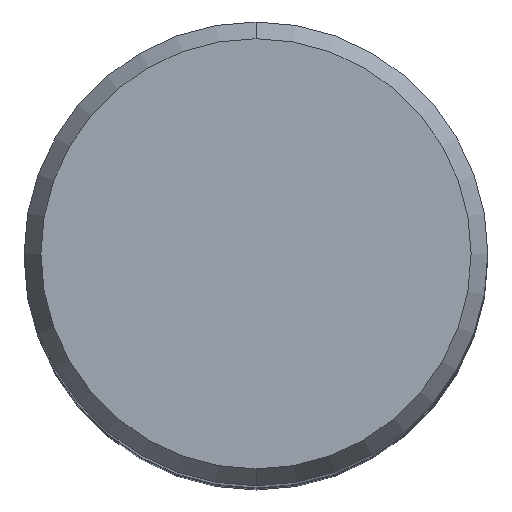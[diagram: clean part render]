
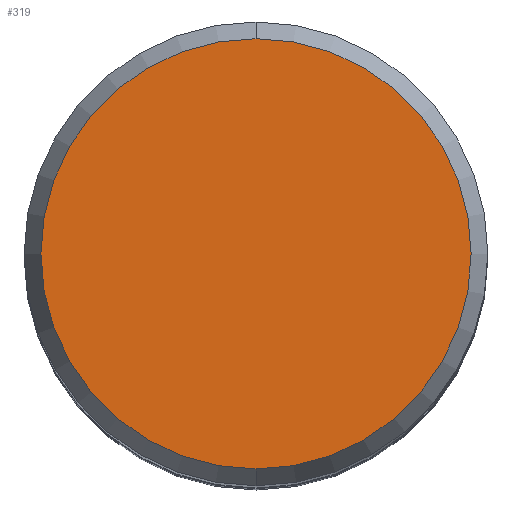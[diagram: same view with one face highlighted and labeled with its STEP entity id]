
A CAD part, top view. The second image highlights one B-rep face of the part: STEP entity #319.
In plain terms, the highlighted planar face has unit normal (0, 0, 1).
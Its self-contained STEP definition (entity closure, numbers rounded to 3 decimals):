
#301=EDGE_CURVE('',#343,#429,#671,.T.);
#319=ADVANCED_FACE('',(#690),#691,.T.);
#343=VERTEX_POINT('',#717);
#429=VERTEX_POINT('',#813);
#513=EDGE_CURVE('',#429,#343,#909,.T.);
#671=CIRCLE('',#1114,8.837);
#690=FACE_OUTER_BOUND('',#1137,.T.);
#691=PLANE('',#1138);
#717=CARTESIAN_POINT('',(0.0,8.837,0.));
#813=CARTESIAN_POINT('',(0.,-8.837,0.));
#909=CIRCLE('',#1713,8.837);
#1114=AXIS2_PLACEMENT_3D('',#1927,#1928,#1929);
#1137=EDGE_LOOP('',(#1941,#1942));
#1138=AXIS2_PLACEMENT_3D('',#1943,#1944,#1945);
#1713=AXIS2_PLACEMENT_3D('',#2196,#2197,#2198);
#1927=CARTESIAN_POINT('',(0.0,0.0,0.));
#1928=DIRECTION('',(0.0,0.0,-1.0));
#1929=DIRECTION('',(0.0,1.0,0.0));
#1941=ORIENTED_EDGE('',*,*,#301,.F.);
#1942=ORIENTED_EDGE('',*,*,#513,.F.);
#1943=CARTESIAN_POINT('',(0.0,4.419,0.));
#1944=DIRECTION('',(-0.0,0.0,1.0));
#1945=DIRECTION('',(0.0,-1.0,0.0));
#2196=CARTESIAN_POINT('',(0.0,0.0,0.));
#2197=DIRECTION('',(0.0,0.0,-1.0));
#2198=DIRECTION('',(0.0,1.0,0.0));
